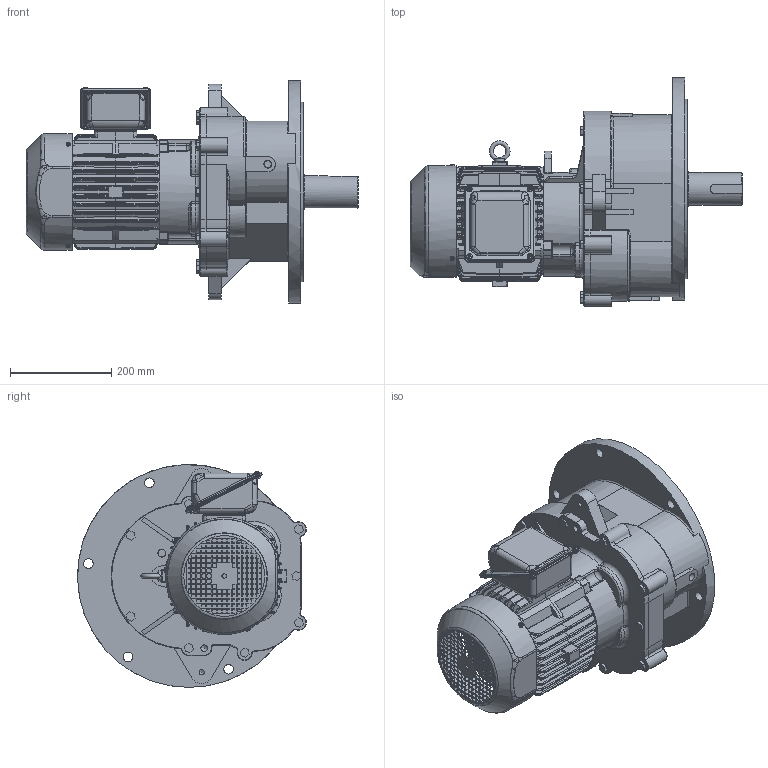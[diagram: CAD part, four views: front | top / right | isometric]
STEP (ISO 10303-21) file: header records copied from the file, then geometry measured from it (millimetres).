
FILE_DESCRIPTION (( 'STEP AP214' ), '1' );
FILE_NAME ('EK2DO07781H001_F1VM23_3.7kw_R60.stp', '2022-07-05T00:05:28', ( 'Windows 餌辨濠' ), ( '' ), 'SwSTEP 2.0', 'SolidWorks 2021', '' );
FILE_SCHEMA (( 'AUTOMOTIVE_DESIGN' ));
Length unit declared in the file: millimetre
Products named in the file (1): EK2DO07781H001_F1VM23_3.7kw_R60
Bounding box: 655.5 x 451.98 x 440 mm (x, y, z)
Volume: 27796884.4 mm3; surface area: 1540977.5 mm2
Topology: 17 solids, 25 shells, 3802 faces, 10108 edges, 6393 vertices
Faces by surface type: plane 1460, cylinder 1458, bspline 642, torus 136, cone 72, sphere 34
Full cylindrical faces by diameter (mm): 2.6 x4, 2.7 x2, 4.917 x8, 5 x7, 6 x4, 6.647 x12, 7 x12, 7.7 x1, 8 x8, 8.376 x2, 9 x4, 10 x10, 10.2 x11, 10.5 x4, 13 x2, 14 x9, 14.3 x1, 18 x1, 19 x6, 20 x1, 22 x1, 42 x1, 65 x1, 70 x1, 86 x1, 100 x1, 198 x2, 335 x1, 355 x1, 440 x1
Entity records: 144563 total; most frequent: CARTESIAN_POINT 53923, ORIENTED_EDGE 19642, DIRECTION 17355, EDGE_CURVE 9821, VERTEX_POINT 6309, AXIS2_PLACEMENT_3D 6233, VECTOR 4889, LINE 4889
